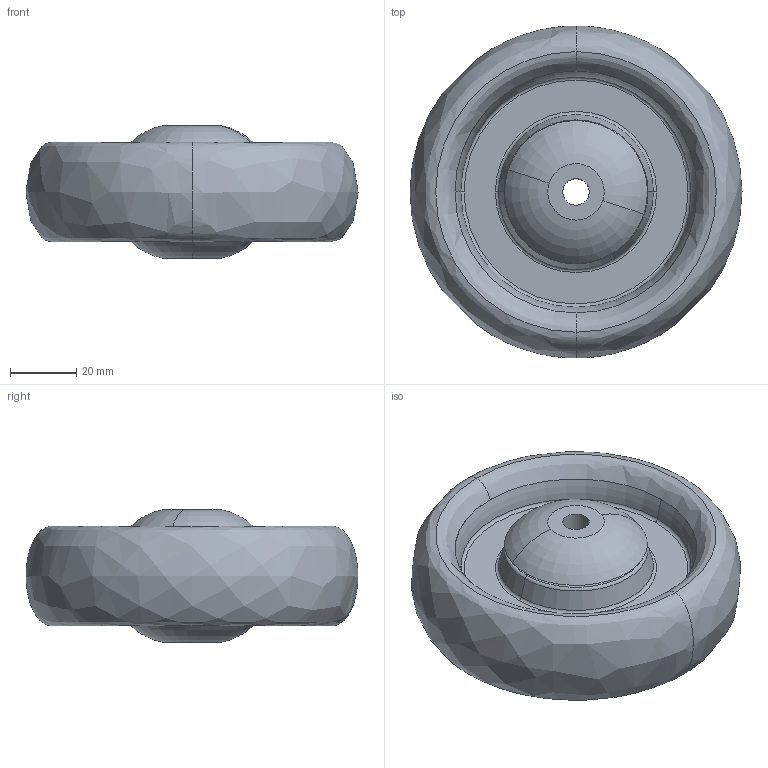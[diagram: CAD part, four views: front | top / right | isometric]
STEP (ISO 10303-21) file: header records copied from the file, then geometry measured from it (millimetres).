
FILE_DESCRIPTION (( 'STEP AP214' ), '1' );
FILE_NAME ('0024982.step', '2021-03-08T11:34:32', ( '' ), ( '' ), 'SwSTEP 2.0', 'SolidWorks 2020', '' );
FILE_SCHEMA (( 'AUTOMOTIVE_DESIGN' ));
Length unit declared in the file: millimetre
Products named in the file (1): 0024982
Bounding box: 100 x 100 x 40 mm (x, y, z)
Volume: 154171.8 mm3; surface area: 43838.2 mm2
Topology: 8 solids, 8 shells, 118 faces, 240 edges, 146 vertices
Faces by surface type: torus 38, cylinder 38, plane 24, cone 12, bspline 6
Entity records: 4480 total; most frequent: DIRECTION 644, CARTESIAN_POINT 613, ORIENTED_EDGE 480, AXIS2_PLACEMENT_3D 297, EDGE_CURVE 240, CIRCLE 184, VERTEX_POINT 146, EDGE_LOOP 142
